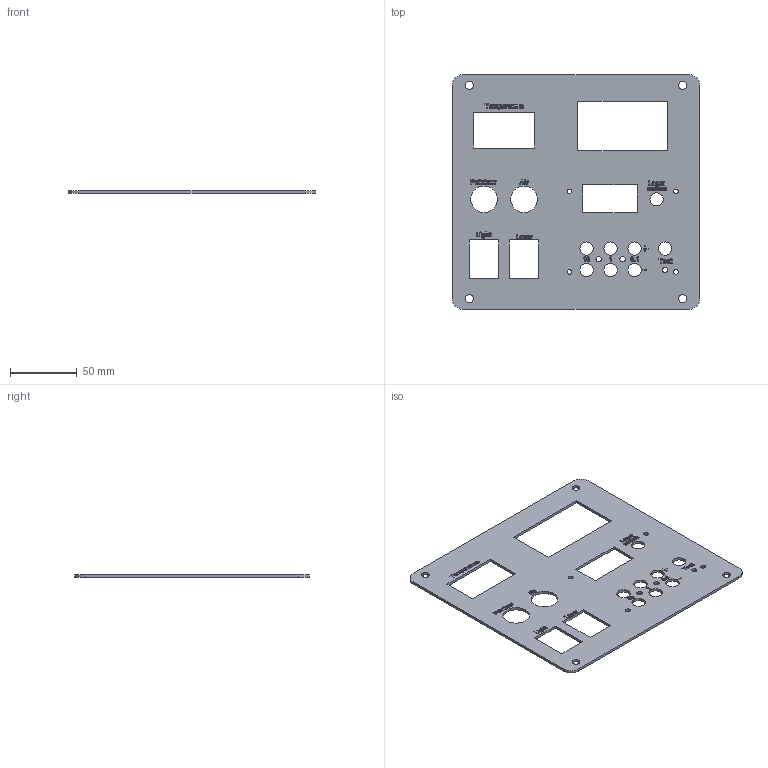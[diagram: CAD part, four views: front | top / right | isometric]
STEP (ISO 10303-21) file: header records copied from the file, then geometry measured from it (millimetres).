
FILE_DESCRIPTION(/* description */ (''),/* implementation_level */ '2;1');
FILE_NAME(/* name */ 'PANNEL_LASER v2.step',/* time_stamp */ '2020-11-18T16:22:39+01:00',/* author */ (''),/* organization */ (''),/* preprocessor_version */ 'ST-DEVELOPER v18.1',/* originating_system */ 'Autodesk Translation Framework v9.3.0.1241',/* authorisation */ '');
FILE_SCHEMA (('AUTOMOTIVE_DESIGN { 1 0 10303 214 3 1 1 }'));
Length unit declared in the file: millimetre
Products named in the file (1): PANNEL_LASER
Bounding box: 186 x 176 x 2 mm (x, y, z)
Volume: 50598.5 mm3; surface area: 54914.4 mm2
Topology: 1 solids, 1 shells, 990 faces, 2736 edges, 1824 vertices
Faces by surface type: bspline 496, plane 469, cylinder 25
Full cylindrical faces by diameter (mm): 3.5 x4, 4 x3, 6 x4, 10 x8, 20 x2
Entity records: 36027 total; most frequent: CARTESIAN_POINT 13983, ORIENTED_EDGE 5472, DIRECTION 2784, EDGE_CURVE 2736, VERTEX_POINT 1824, LINE 1694, VECTOR 1694, EDGE_LOOP 1118
